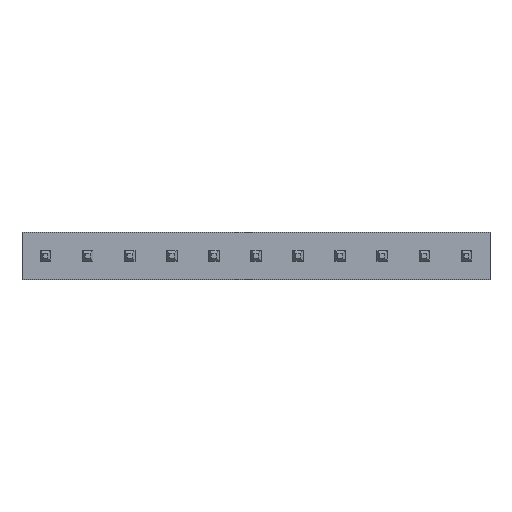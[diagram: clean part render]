
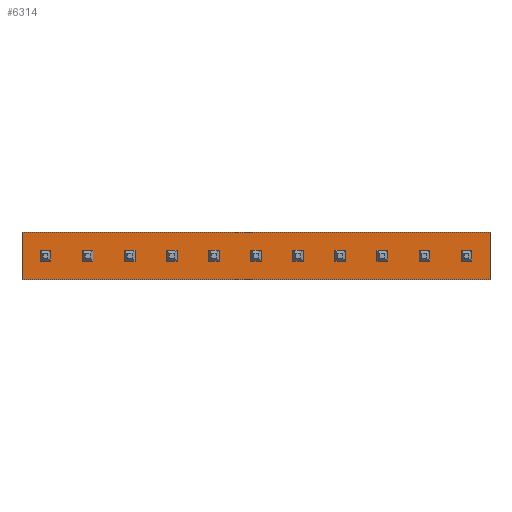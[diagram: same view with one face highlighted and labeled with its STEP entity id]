
A CAD part, top view. The second image highlights one B-rep face of the part: STEP entity #6314.
In plain terms, the highlighted planar face has unit normal (0, 0, 1).
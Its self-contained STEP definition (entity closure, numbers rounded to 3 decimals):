
#6189 = CARTESIAN_POINT ( 'NONE',  ( 26.82, 1.42, 2.54 ) ) ;
#6190 = VERTEX_POINT ( 'NONE', #6189 ) ;
#6197 = CARTESIAN_POINT ( 'NONE',  ( 26.82, -1.42, 2.54 ) ) ;
#6198 = VERTEX_POINT ( 'NONE', #6197 ) ;
#6199 = CARTESIAN_POINT ( 'NONE',  ( 26.82, -1.42, 2.54 ) ) ;
#6200 = DIRECTION ( 'NONE',  ( 0., 1., 0. ) ) ;
#6201 = VECTOR ( 'NONE', #6200, 1000. ) ;
#6202 = LINE ( 'NONE', #6199, #6201 ) ;
#6203 = EDGE_CURVE ( 'NONE', #6198, #6190, #6202, .T. ) ;
#6227 = CARTESIAN_POINT ( 'NONE',  ( -1.42, 1.42, 2.54 ) ) ;
#6228 = VERTEX_POINT ( 'NONE', #6227 ) ;
#6235 = CARTESIAN_POINT ( 'NONE',  ( -1.42, 1.42, 2.54 ) ) ;
#6236 = DIRECTION ( 'NONE',  ( -1., 0., 0. ) ) ;
#6237 = VECTOR ( 'NONE', #6236, 1000. ) ;
#6238 = LINE ( 'NONE', #6235, #6237 ) ;
#6239 = EDGE_CURVE ( 'NONE', #6190, #6228, #6238, .T. ) ;
#6258 = CARTESIAN_POINT ( 'NONE',  ( -1.42, -1.42, 2.54 ) ) ;
#6259 = VERTEX_POINT ( 'NONE', #6258 ) ;
#6266 = CARTESIAN_POINT ( 'NONE',  ( -1.42, -1.42, 2.54 ) ) ;
#6267 = DIRECTION ( 'NONE',  ( 0., -1., 0. ) ) ;
#6268 = VECTOR ( 'NONE', #6267, 1000. ) ;
#6269 = LINE ( 'NONE', #6266, #6268 ) ;
#6270 = EDGE_CURVE ( 'NONE', #6228, #6259, #6269, .T. ) ;
#6288 = CARTESIAN_POINT ( 'NONE',  ( -1.42, -1.42, 2.54 ) ) ;
#6289 = DIRECTION ( 'NONE',  ( 1., 0., 0. ) ) ;
#6290 = VECTOR ( 'NONE', #6289, 1000. ) ;
#6291 = LINE ( 'NONE', #6288, #6290 ) ;
#6292 = EDGE_CURVE ( 'NONE', #6259, #6198, #6291, .T. ) ;
#6303 = ORIENTED_EDGE ( 'NONE', *, *, #6203, .T. ) ;
#6304 = ORIENTED_EDGE ( 'NONE', *, *, #6239, .T. ) ;
#6305 = ORIENTED_EDGE ( 'NONE', *, *, #6270, .T. ) ;
#6306 = ORIENTED_EDGE ( 'NONE', *, *, #6292, .T. ) ;
#6307 = EDGE_LOOP ( 'NONE', ( #6303, #6304, #6305, #6306 ) ) ;
#6308 = FACE_OUTER_BOUND ( 'NONE', #6307, .T. ) ;
#6309 = CARTESIAN_POINT ( 'NONE',  ( 12.7, 0., 2.54 ) ) ;
#6310 = DIRECTION ( 'NONE',  ( 0., 0., -1. ) ) ;
#6311 = DIRECTION ( 'NONE',  ( 0., 1., 0. ) ) ;
#6312 = AXIS2_PLACEMENT_3D ( 'NONE', #6309, #6310, #6311 ) ;
#6313 = PLANE ( 'NONE', #6312 ) ;
#6314 = ADVANCED_FACE ( 'NONE', ( #6308 ), #6313, .F. ) ;
